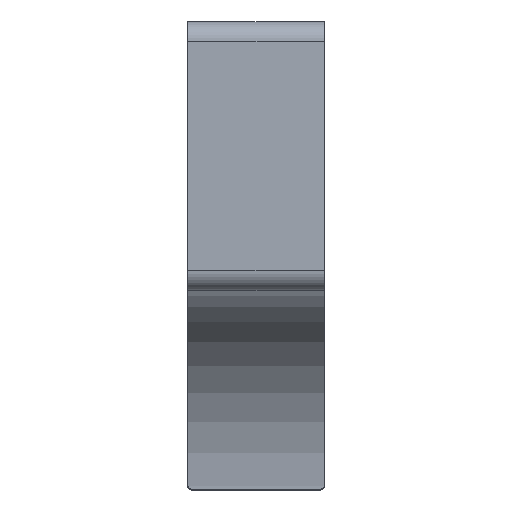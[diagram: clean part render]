
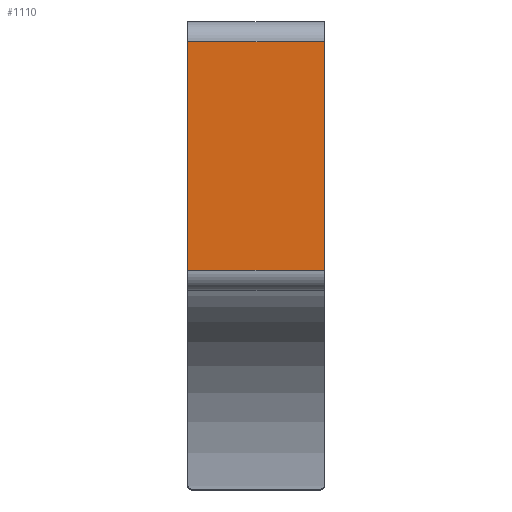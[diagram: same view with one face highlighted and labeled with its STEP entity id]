
A CAD part, top view. The second image highlights one B-rep face of the part: STEP entity #1110.
In plain terms, the highlighted planar face has unit normal (0, 0, 1).
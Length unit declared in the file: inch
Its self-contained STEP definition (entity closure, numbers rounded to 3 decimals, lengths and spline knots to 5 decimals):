
#44=PLANE('',#1219);
#100=FACE_OUTER_BOUND('',#162,.T.);
#162=EDGE_LOOP('',(#822,#823,#824,#825));
#247=LINE('',#1861,#333);
#248=LINE('',#1864,#334);
#249=LINE('',#1866,#335);
#250=LINE('',#1867,#336);
#333=VECTOR('',#1440,0.3937);
#334=VECTOR('',#1443,0.3937);
#335=VECTOR('',#1444,0.3937);
#336=VECTOR('',#1445,0.3937);
#482=VERTEX_POINT('',#1855);
#484=VERTEX_POINT('',#1859);
#485=VERTEX_POINT('',#1863);
#486=VERTEX_POINT('',#1865);
#611=EDGE_CURVE('',#482,#484,#247,.T.);
#612=EDGE_CURVE('',#485,#484,#248,.T.);
#613=EDGE_CURVE('',#485,#486,#249,.T.);
#614=EDGE_CURVE('',#482,#486,#250,.T.);
#822=ORIENTED_EDGE('',*,*,#611,.T.);
#823=ORIENTED_EDGE('',*,*,#612,.F.);
#824=ORIENTED_EDGE('',*,*,#613,.T.);
#825=ORIENTED_EDGE('',*,*,#614,.F.);
#1110=ADVANCED_FACE('',(#100),#44,.T.);
#1219=AXIS2_PLACEMENT_3D('',#1862,#1441,#1442);
#1440=DIRECTION('',(-1.,0.,0.));
#1441=DIRECTION('center_axis',(0.,0.,
1.));
#1442=DIRECTION('ref_axis',(1.,0.,0.));
#1443=DIRECTION('',(0.,1.,0.));
#1444=DIRECTION('',(1.,0.,0.));
#1445=DIRECTION('',(0.,-1.,0.));
#1855=CARTESIAN_POINT('',(-0.01,2.78125,4.841));
#1859=CARTESIAN_POINT('',(-0.865,2.78125,4.841));
#1861=CARTESIAN_POINT('',(-0.65125,2.78125,4.841));
#1862=CARTESIAN_POINT('Origin',(-0.4375,1.4425,4.841));
#1863=CARTESIAN_POINT('',(-0.865,1.34806,4.841));
#1864=CARTESIAN_POINT('',(-0.865,0.72125,4.841));
#1865=CARTESIAN_POINT('',(-0.01,1.34806,4.841));
#1866=CARTESIAN_POINT('',(-0.865,1.34806,4.841));
#1867=CARTESIAN_POINT('',(-0.01,2.17437,4.841));
